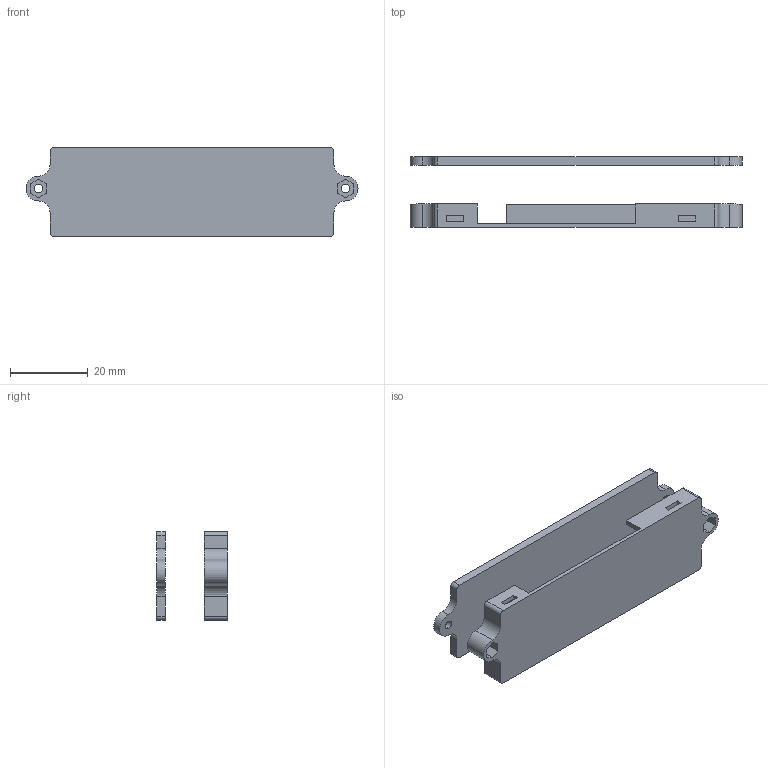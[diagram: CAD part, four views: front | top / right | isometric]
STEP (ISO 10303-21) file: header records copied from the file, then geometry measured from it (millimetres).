
FILE_DESCRIPTION (( 'STEP AP203' ), '1' );
FILE_NAME ('SATA-USB.STEP', '2025-09-06T14:36:20', ( '' ), ( '' ), 'SwSTEP 2.0', 'SolidWorks 2019', '' );
FILE_SCHEMA (( 'CONFIG_CONTROL_DESIGN' ));
Length unit declared in the file: millimetre
Products named in the file (1): SATA-USB
Bounding box: 85.6 x 18.2 x 22.85 mm (x, y, z)
Volume: 7214.5 mm3; surface area: 9251.4 mm2
Topology: 2 solids, 2 shells, 93 faces, 255 edges, 170 vertices
Faces by surface type: plane 60, cylinder 33
Entity records: 3055 total; most frequent: CARTESIAN_POINT 519, DIRECTION 510, ORIENTED_EDGE 510, EDGE_CURVE 255, VECTOR 188, LINE 188, VERTEX_POINT 170, AXIS2_PLACEMENT_3D 161
